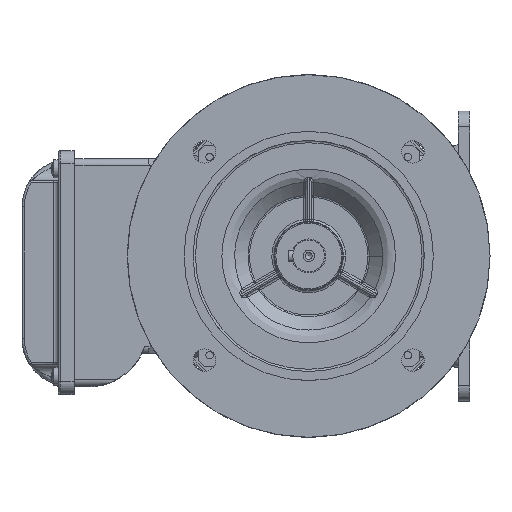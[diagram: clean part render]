
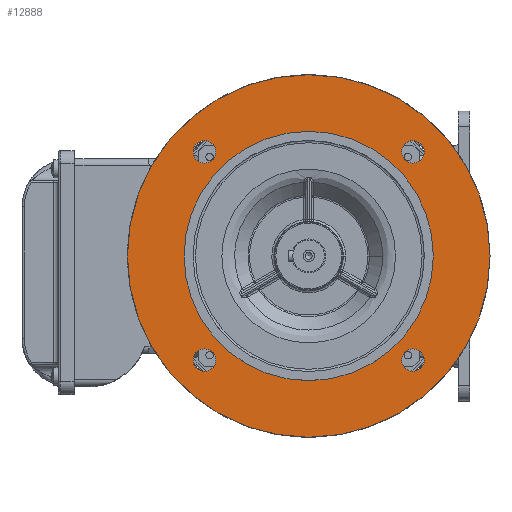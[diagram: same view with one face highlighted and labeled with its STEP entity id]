
A CAD part, top view. The second image highlights one B-rep face of the part: STEP entity #12888.
In plain terms, the highlighted planar face has unit normal (0, 0, 1).
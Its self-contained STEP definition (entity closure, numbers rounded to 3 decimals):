
#6180=FACE_BOUND('',#20381,.T.);
#6181=FACE_BOUND('',#20382,.T.);
#6182=FACE_BOUND('',#20383,.T.);
#6183=FACE_BOUND('',#20384,.T.);
#6184=FACE_BOUND('',#20385,.T.);
#6185=FACE_BOUND('',#20386,.T.);
#7732=CIRCLE('',#60538,5.);
#7801=CIRCLE('',#60637,5.);
#7866=CIRCLE('',#60737,5.);
#7972=CIRCLE('',#60887,5.);
#7973=CIRCLE('',#60889,80.);
#7993=CIRCLE('',#60948,55.);
#12888=ADVANCED_FACE('',(#6180,#6181,#6182,#6183,#6184,#6185),#14407,.T.);
#14407=PLANE('',#60950);
#20381=EDGE_LOOP('',(#34811));
#20382=EDGE_LOOP('',(#34812));
#20383=EDGE_LOOP('',(#34813));
#20384=EDGE_LOOP('',(#34814));
#20385=EDGE_LOOP('',(#34815));
#20386=EDGE_LOOP('',(#34816));
#34811=ORIENTED_EDGE('',*,*,#48327,.F.);
#34812=ORIENTED_EDGE('',*,*,#48721,.F.);
#34813=ORIENTED_EDGE('',*,*,#48722,.T.);
#34814=ORIENTED_EDGE('',*,*,#48809,.F.);
#34815=ORIENTED_EDGE('',*,*,#48475,.F.);
#34816=ORIENTED_EDGE('',*,*,#48172,.F.);
#40816=VERTEX_POINT('',#111047);
#40913=VERTEX_POINT('',#112212);
#41011=VERTEX_POINT('',#113120);
#41153=VERTEX_POINT('',#115021);
#41154=VERTEX_POINT('',#115024);
#41198=VERTEX_POINT('',#115715);
#48172=EDGE_CURVE('',#40816,#40816,#7732,.T.);
#48327=EDGE_CURVE('',#40913,#40913,#7801,.T.);
#48475=EDGE_CURVE('',#41011,#41011,#7866,.T.);
#48721=EDGE_CURVE('',#41153,#41153,#7972,.T.);
#48722=EDGE_CURVE('',#41154,#41154,#7973,.T.);
#48809=EDGE_CURVE('',#41198,#41198,#7993,.T.);
#60538=AXIS2_PLACEMENT_3D('',#111046,#71657,#71658);
#60637=AXIS2_PLACEMENT_3D('',#112211,#71894,#71895);
#60737=AXIS2_PLACEMENT_3D('',#113119,#72137,#72138);
#60887=AXIS2_PLACEMENT_3D('',#115020,#72497,#72498);
#60889=AXIS2_PLACEMENT_3D('',#115023,#72501,#72502);
#60948=AXIS2_PLACEMENT_3D('',#115714,#72648,#72649);
#60950=AXIS2_PLACEMENT_3D('',#115717,#72652,#72653);
#71657=DIRECTION('',(0.,0.,1.));
#71658=DIRECTION('',(1.,0.,0.));
#71894=DIRECTION('',(0.,0.,1.));
#71895=DIRECTION('',(1.,0.,0.));
#72137=DIRECTION('',(0.,0.,1.));
#72138=DIRECTION('',(1.,0.,0.));
#72497=DIRECTION('',(0.,0.,1.));
#72498=DIRECTION('',(1.,0.,0.));
#72501=DIRECTION('',(0.,0.,1.));
#72502=DIRECTION('',(1.,0.,0.));
#72648=DIRECTION('',(0.,0.,1.));
#72649=DIRECTION('',(-1.,0.,0.));
#72652=DIRECTION('',(0.,0.,1.));
#72653=DIRECTION('',(1.,0.,0.));
#111046=CARTESIAN_POINT('',(-45.733,47.996,45.));
#111047=CARTESIAN_POINT('',(-40.733,47.996,45.));
#112211=CARTESIAN_POINT('',(46.19,-43.928,45.));
#112212=CARTESIAN_POINT('',(51.19,-43.928,45.));
#113119=CARTESIAN_POINT('',(46.19,47.996,45.));
#113120=CARTESIAN_POINT('',(51.19,47.996,45.));
#115020=CARTESIAN_POINT('',(-45.733,-43.928,45.));
#115021=CARTESIAN_POINT('',(-40.733,-43.928,45.));
#115023=CARTESIAN_POINT('',(0.229,2.034,45.));
#115024=CARTESIAN_POINT('',(80.229,2.034,45.));
#115714=CARTESIAN_POINT('',(0.229,2.034,45.));
#115715=CARTESIAN_POINT('',(-54.771,2.034,45.));
#115717=CARTESIAN_POINT('',(0.229,2.034,45.));
